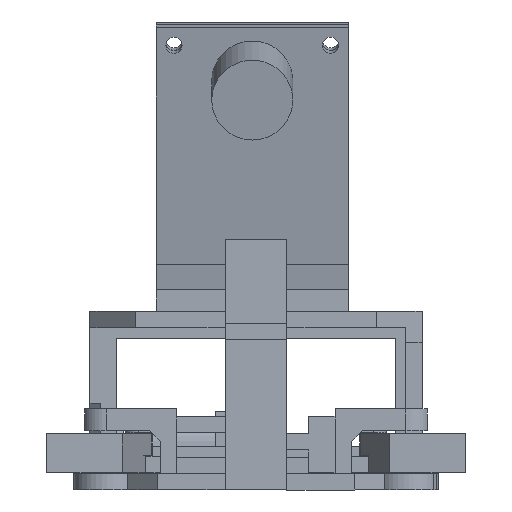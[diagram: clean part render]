
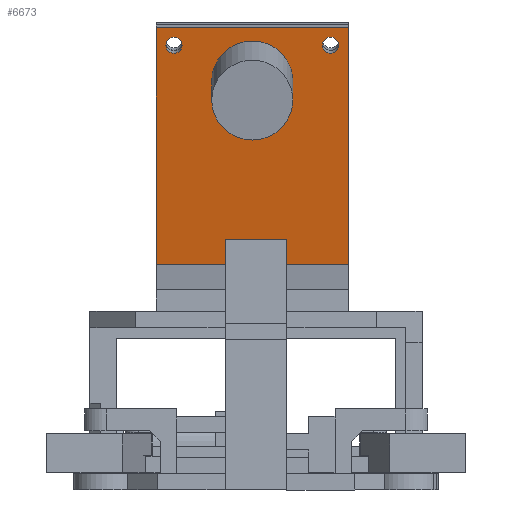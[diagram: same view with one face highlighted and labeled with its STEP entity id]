
A CAD part, front view. The second image highlights one B-rep face of the part: STEP entity #6673.
In plain terms, the highlighted face is planar.
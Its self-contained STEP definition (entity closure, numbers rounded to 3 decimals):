
#166=FACE_BOUND('',#1102,.T.);
#167=FACE_BOUND('',#1103,.T.);
#168=FACE_BOUND('',#1104,.T.);
#359=PLANE('',#7286);
#695=FACE_OUTER_BOUND('',#1101,.T.);
#1101=EDGE_LOOP('',(#5648,#5649,#5650,#5651));
#1102=EDGE_LOOP('',(#5652));
#1103=EDGE_LOOP('',(#5653));
#1104=EDGE_LOOP('',(#5654));
#1699=LINE('',#10477,#2482);
#1702=LINE('',#10483,#2485);
#1705=LINE('',#10489,#2488);
#1708=LINE('',#10493,#2491);
#2482=VECTOR('',#8590,10.);
#2485=VECTOR('',#8595,10.);
#2488=VECTOR('',#8600,10.);
#2491=VECTOR('',#8605,10.);
#2941=CIRCLE('',#7274,7.5);
#2942=CIRCLE('',#7277,1.5);
#2944=CIRCLE('',#7280,1.5);
#3336=VERTEX_POINT('',#10454);
#3337=VERTEX_POINT('',#10459);
#3339=VERTEX_POINT('',#10465);
#3343=VERTEX_POINT('',#10474);
#3344=VERTEX_POINT('',#10476);
#3346=VERTEX_POINT('',#10482);
#3348=VERTEX_POINT('',#10488);
#4139=EDGE_CURVE('',#3336,#3336,#2941,.T.);
#4140=EDGE_CURVE('',#3337,#3337,#2942,.T.);
#4143=EDGE_CURVE('',#3339,#3339,#2944,.T.);
#4148=EDGE_CURVE('',#3344,#3343,#1699,.T.);
#4151=EDGE_CURVE('',#3346,#3344,#1702,.T.);
#4154=EDGE_CURVE('',#3348,#3346,#1705,.T.);
#4157=EDGE_CURVE('',#3343,#3348,#1708,.T.);
#5648=ORIENTED_EDGE('',*,*,#4157,.T.);
#5649=ORIENTED_EDGE('',*,*,#4154,.T.);
#5650=ORIENTED_EDGE('',*,*,#4151,.T.);
#5651=ORIENTED_EDGE('',*,*,#4148,.T.);
#5652=ORIENTED_EDGE('',*,*,#4139,.T.);
#5653=ORIENTED_EDGE('',*,*,#4143,.T.);
#5654=ORIENTED_EDGE('',*,*,#4140,.T.);
#6673=ADVANCED_FACE('',(#695,#166,#167,#168),#359,.T.);
#7274=AXIS2_PLACEMENT_3D('',#10456,#8568,#8569);
#7277=AXIS2_PLACEMENT_3D('',#10460,#8574,#8575);
#7280=AXIS2_PLACEMENT_3D('',#10466,#8581,#8582);
#7286=AXIS2_PLACEMENT_3D('',#10494,#8606,#8607);
#8568=DIRECTION('center_axis',(0.,0.,-1.));
#8569=DIRECTION('ref_axis',(-1.,0.,0.));
#8574=DIRECTION('center_axis',(0.,0.,-1.));
#8575=DIRECTION('ref_axis',(1.,0.,0.));
#8581=DIRECTION('center_axis',(0.,0.,-1.));
#8582=DIRECTION('ref_axis',(1.,0.,0.));
#8590=DIRECTION('',(0.,-1.,0.));
#8595=DIRECTION('',(-1.,0.,0.));
#8600=DIRECTION('',(0.,1.,0.));
#8605=DIRECTION('',(1.,0.,0.));
#8606=DIRECTION('center_axis',(0.,0.,1.));
#8607=DIRECTION('ref_axis',(1.,0.,0.));
#10454=CARTESIAN_POINT('',(-10.25,34.5,3.));
#10456=CARTESIAN_POINT('Origin',(-17.75,34.5,3.));
#10459=CARTESIAN_POINT('',(-33.725,41.225,3.));
#10460=CARTESIAN_POINT('Origin',(-32.225,41.225,3.));
#10465=CARTESIAN_POINT('',(-4.775,41.225,3.));
#10466=CARTESIAN_POINT('Origin',(-3.275,41.225,3.));
#10474=CARTESIAN_POINT('',(-35.5,0.,3.));
#10476=CARTESIAN_POINT('',(-35.5,44.5,3.));
#10477=CARTESIAN_POINT('',(-35.5,0.,3.));
#10482=CARTESIAN_POINT('',(0.,44.5,3.));
#10483=CARTESIAN_POINT('',(-35.5,44.5,3.));
#10488=CARTESIAN_POINT('',(0.,0.,3.));
#10489=CARTESIAN_POINT('',(0.,44.5,3.));
#10493=CARTESIAN_POINT('',(0.,0.,3.));
#10494=CARTESIAN_POINT('Origin',(-17.75,22.25,3.));
